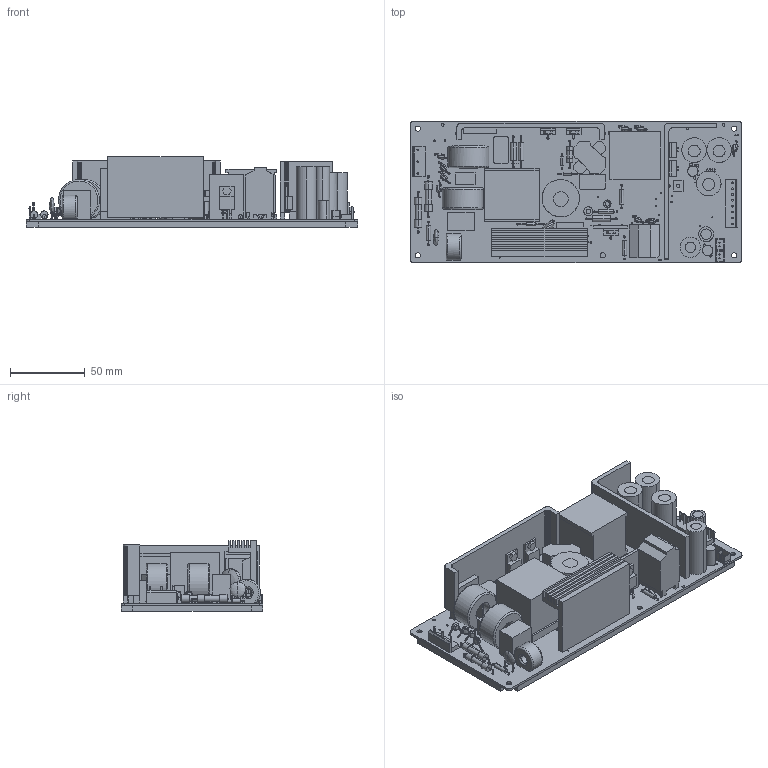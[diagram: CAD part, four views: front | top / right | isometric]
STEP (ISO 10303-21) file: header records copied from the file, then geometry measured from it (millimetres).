
FILE_DESCRIPTION((''),'2;1');
FILE_NAME('AAAA_ASM','2024-09-05T',('410022'),(''),'PRO/ENGINEER BY PARAMETRIC TECHNOLOGY CORPORATION, 2010280','PRO/ENGINEER BY PARAMETRIC TECHNOLOGY CORPORATION, 2010280','');
FILE_SCHEMA(('AUTOMOTIVE_DESIGN_CC2 { 1 2 10303 214 -1 1 5 2 }'));
Products named in the file (309): PRT0003; PRT0005; 833715728_ASM_ASM; PRT0006; 833716752_ASM_ASM; PRT0007; 833715856_ASM_ASM; PRT0008; 833715984_ASM_ASM; PRT0009; 833716624_ASM_ASM; PRT0010; 833716240_ASM_ASM; PRT0011; 833716368_ASM_ASM; R26_ASM_ASM; PRT0012; 687951200_ASM_ASM; CX2_ASM_ASM; PRT0013; 833714192_ASM_ASM; L101_ASM_ASM; PRT0014; 833717776_ASM_ASM; PRT0015; 833717648_ASM_ASM; PRT0016; 833717520_ASM_ASM; R10_ASM_ASM; PRT0017; HS2-31153_ASM_ASM; PRT0018; 835215888_ASM_ASM; PRT0019; 835215760_ASM_ASM; PRT0020; 835215632_ASM_ASM; PRT0021; 835215504_ASM_ASM; PRT0022 ...
Assembly tree (449 placements, depth 6):
  AAAA_ASM
    ASM0001_ASM
      PCB_ASM_ASM
        PRT0003
        R26_ASM_ASM
          833715728_ASM_ASM
            PRT0005
          833716752_ASM_ASM
            PRT0006
          833715856_ASM_ASM
            PRT0007
          833715984_ASM_ASM
            PRT0008
          833716624_ASM_ASM
            PRT0009
          833716240_ASM_ASM
            PRT0010
          833716368_ASM_ASM
            PRT0011
        CX2_ASM_ASM
          687951200_ASM_ASM
            PRT0012
        L101_ASM_ASM
          833714192_ASM_ASM
            PRT0013
        R10_ASM_ASM
          833717776_ASM_ASM
            PRT0014
          833716240_ASM_ASM
            PRT0010
          833717648_ASM_ASM
            PRT0015
          833715984_ASM_ASM
            PRT0008
          833715856_ASM_ASM
            PRT0007
          833717520_ASM_ASM
            PRT0016
          833715728_ASM_ASM
            PRT0005
        HS2-31153_ASM_ASM
          PRT0017
        R57_ASM_ASM
          835215888_ASM_ASM
            PRT0018
          835215760_ASM_ASM
            PRT0019
          835215632_ASM_ASM
            PRT0020
          835215504_ASM_ASM
            PRT0021
          835215376_ASM_ASM
            PRT0022
          835215248_ASM_ASM
            PRT0023
          835215120_ASM_ASM
            PRT0024
        HS3_ASM_ASM
          687952560_ASM_ASM
            PRT0025
Bounding box: 222.25 x 95.25 x 47.6 mm (x, y, z)
Volume: 341388.2 mm3; surface area: 183629.5 mm2
Topology: 262 solids, 270 shells, 2396 faces, 5825 edges, 3825 vertices
Faces by surface type: plane 1182, cylinder 838, bspline 202, sphere 140, extrusion 18, torus 14, revolution 2
Entity records: 80250 total; most frequent: CARTESIAN_POINT 19664, DIRECTION 10894, ORIENTED_EDGE 7920, AXIS2_PLACEMENT_3D 4381, EDGE_CURVE 3972, PRESENTATION_STYLE_ASSIGNMENT 3777, STYLED_ITEM 3767, CURVE_STYLE 3643
